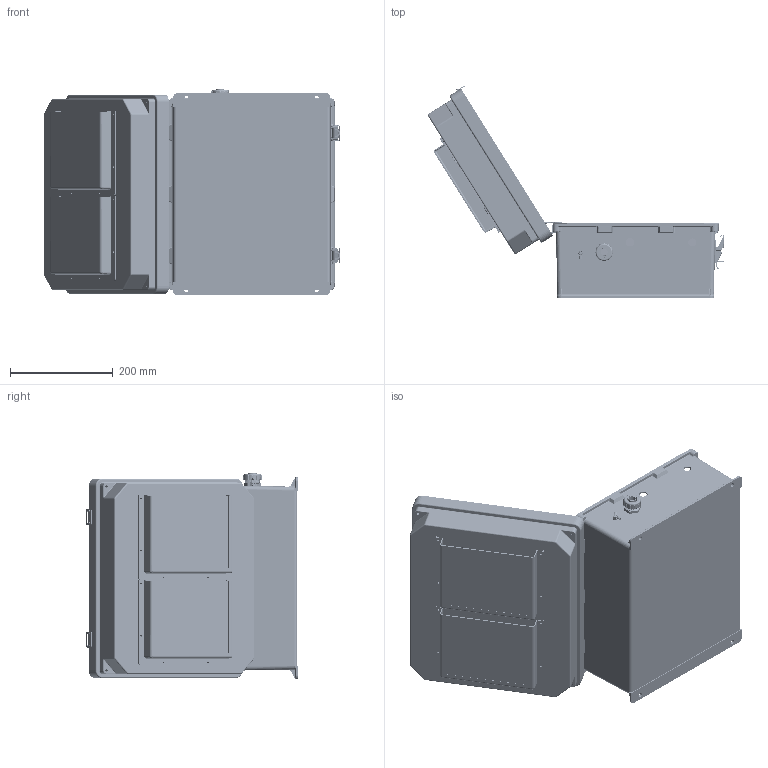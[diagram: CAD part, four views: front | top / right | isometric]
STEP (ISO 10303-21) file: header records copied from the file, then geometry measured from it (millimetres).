
FILE_DESCRIPTION (( 'STEP AP214' ), '1' );
FILE_NAME ('TEF141207-10FS.STEP', '2018-11-20T17:30:20', ( '' ), ( '' ), 'SwSTEP 2.0', 'SolidWorks 2017', '' );
FILE_SCHEMA (( 'AUTOMOTIVE_DESIGN' ));
Length unit declared in the file: inch
Products named in the file (29): XC-0003; XMH-0002; NB141207-DoorClasp-2; Fan Screen-120x120 ALUM; NB141207-DoorClasp-1; XFN-0002; NB141207-Lid-Vented; XM220-01-UL; NB141207-Hinge; NEMA GroundWire-2; NB141207-Box; XMH-0007; XF797-02; TEF141207-10FS; XFS-0017; 10-32 NEMA PLATE SCREW; XMH-0010; XFN-0013; XCTB-0002; XCT-0011; XCT-0010; XF451-01; XFW-0002; XFN-0003; XFN-0021; XCT-0005; HYP282_3D; XFS-0026; XMH-0004-1
Assembly tree (64 placements, depth 2):
  TEF141207-10FS
    NB141207-Box
    NB141207-Hinge  x2
    NB141207-Lid-Vented
    NB141207-DoorClasp-1  x2
    NB141207-DoorClasp-2  x2
    XC-0003
    XFS-0026
    XCT-0005
    XFN-0003  x2
    XFW-0002
    XF451-01
    XCT-0010
    XCT-0011
    XCTB-0002
    XFN-0013  x2
    XMH-0010  x2
    10-32 NEMA PLATE SCREW  x4
    XFS-0017  x13
    XF797-02
    XMH-0007  x4
    NEMA GroundWire-2
    XM220-01-UL  x2
    XFN-0002  x8
    Fan Screen-120x120 ALUM  x2
    XMH-0002
    XMH-0004-1
    HYP282_3D
    XFN-0021  x4
Bounding box: 578.07 x 413.05 x 402.37 mm (x, y, z)
Volume: 2629792.2 mm3; surface area: 1702582.3 mm2
Topology: 71 solids, 72 shells, 5496 faces, 14451 edges, 9145 vertices
Faces by surface type: plane 2116, cylinder 1969, cone 879, torus 313, bspline 191, sphere 28
Full cylindrical faces by diameter (mm): 0.269 x546, 0.457 x8, 0.914 x3, 1.27 x2, 1.676 x2, 1.778 x4, 2.705 x16, 3.15 x4, 3.175 x16, 3.302 x4, 3.378 x20, 3.411 x4, 3.429 x2, 3.556 x9, 3.607 x1, 3.683 x2, 3.759 x4, 3.886 x8, 3.934 x1, 3.962 x2, 4.064 x4, 4.177 x4, 4.47 x2, 4.496 x24, 4.572 x10, 5.004 x1, 5.182 x1, 5.3 x2, 5.436 x8, 5.639 x1
Entity records: 138993 total; most frequent: CARTESIAN_POINT 41226, DIRECTION 15765, ORIENTED_EDGE 15682, EDGE_CURVE 7841, AXIS2_PLACEMENT_3D 5981, VERTEX_POINT 5386, EDGE_LOOP 5057, FACE_OUTER_BOUND 3885
